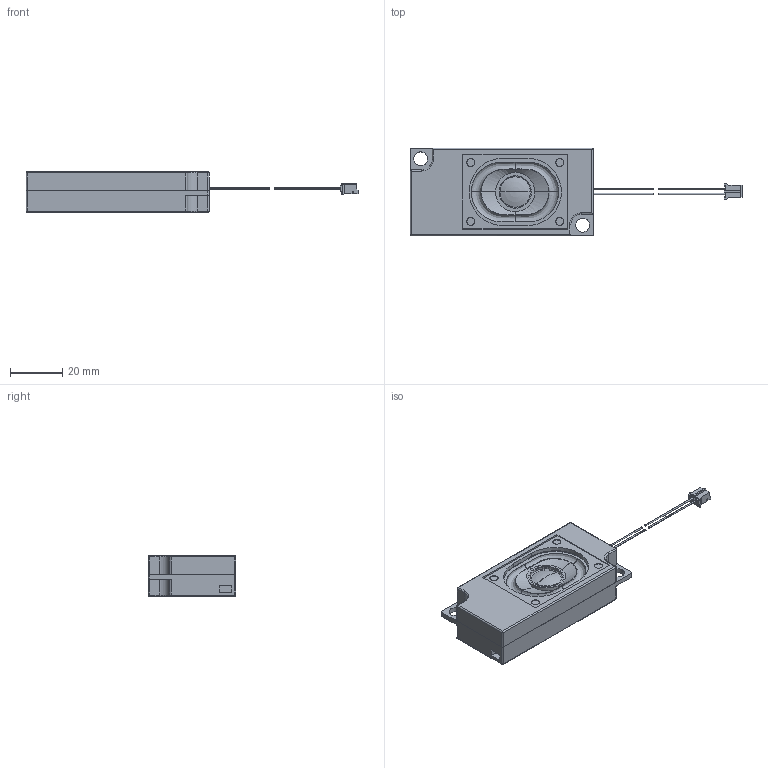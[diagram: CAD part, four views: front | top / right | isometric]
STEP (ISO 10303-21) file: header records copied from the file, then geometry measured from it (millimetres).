
FILE_DESCRIPTION (( 'STEP AP214' ), '1' );
FILE_NAME ('CUI_DEVICES_CES-703316-28PM.step', '2020-08-31T22:33:51', ( '' ), ( '' ), 'SwSTEP 2.0', 'SolidWorks 2020', '' );
FILE_SCHEMA (( 'AUTOMOTIVE_DESIGN' ));
Length unit declared in the file: inch
Products named in the file (1): CUI_DEVICES_CES-703316-28PM
Bounding box: 126.85 x 33.4 x 15.6 mm (x, y, z)
Volume: 35741.5 mm3; surface area: 23659.1 mm2
Topology: 5 solids, 7 shells, 400 faces, 1032 edges, 647 vertices
Faces by surface type: plane 180, cylinder 144, bspline 40, torus 30, sphere 6
Entity records: 20186 total; most frequent: CARTESIAN_POINT 9638, ORIENTED_EDGE 2028, DIRECTION 2006, EDGE_CURVE 1014, AXIS2_PLACEMENT_3D 723, VERTEX_POINT 647, VECTOR 560, LINE 560
